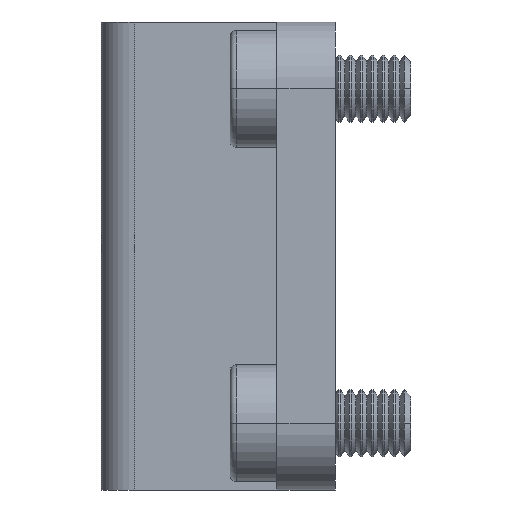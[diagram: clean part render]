
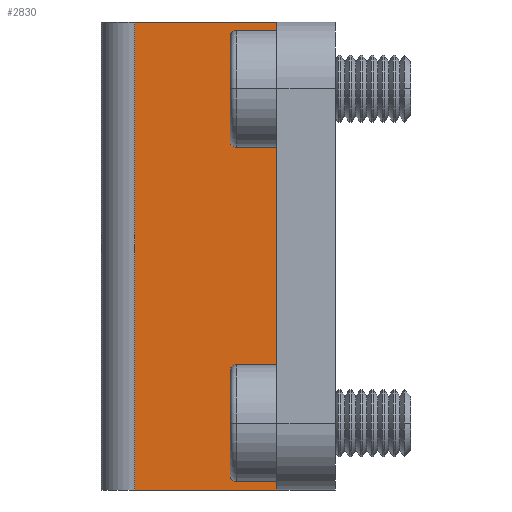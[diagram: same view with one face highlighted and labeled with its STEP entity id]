
A CAD part, left-side view. The second image highlights one B-rep face of the part: STEP entity #2830.
In plain terms, the highlighted planar face has unit normal (-1, 0, 0).
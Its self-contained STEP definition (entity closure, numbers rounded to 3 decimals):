
#2 = FACE_OUTER_BOUND ( 'NONE', #715, .T. ) ;
#190 = CARTESIAN_POINT ( 'NONE',  ( -6., 12., -14. ) ) ;
#244 = ORIENTED_EDGE ( 'NONE', *, *, #2811, .F. ) ;
#253 = LINE ( 'NONE', #2987, #2857 ) ;
#293 = LINE ( 'NONE', #1370, #1444 ) ;
#485 = EDGE_CURVE ( 'NONE', #3044, #2214, #1896, .T. ) ;
#501 = CARTESIAN_POINT ( 'NONE',  ( -6., 3.5, -14. ) ) ;
#618 = ORIENTED_EDGE ( 'NONE', *, *, #1196, .T. ) ;
#715 = EDGE_LOOP ( 'NONE', ( #244, #618, #3306, #2154 ) ) ;
#888 = AXIS2_PLACEMENT_3D ( 'NONE', #1640, #2341, #1009 ) ;
#963 = EDGE_CURVE ( 'NONE', #2386, #3044, #293, .T. ) ;
#974 = CARTESIAN_POINT ( 'NONE',  ( -6., 3.5, 14. ) ) ;
#1009 = DIRECTION ( 'NONE',  ( 0., -1., 0. ) ) ;
#1196 = EDGE_CURVE ( 'NONE', #1543, #2386, #253, .T. ) ;
#1351 = DIRECTION ( 'NONE',  ( 0., -1., 0. ) ) ;
#1370 = CARTESIAN_POINT ( 'NONE',  ( -6., 14., -14. ) ) ;
#1444 = VECTOR ( 'NONE', #2466, 1000. ) ;
#1543 = VERTEX_POINT ( 'NONE', #2687 ) ;
#1631 = DIRECTION ( 'NONE',  ( 0., 0., -1. ) ) ;
#1640 = CARTESIAN_POINT ( 'NONE',  ( -6., 14., -14. ) ) ;
#1814 = PLANE ( 'NONE',  #888 ) ;
#1896 = LINE ( 'NONE', #501, #2632 ) ;
#2154 = ORIENTED_EDGE ( 'NONE', *, *, #485, .T. ) ;
#2203 = LINE ( 'NONE', #3303, #2424 ) ;
#2214 = VERTEX_POINT ( 'NONE', #974 ) ;
#2234 = CARTESIAN_POINT ( 'NONE',  ( -6., 3.5, -14. ) ) ;
#2341 = DIRECTION ( 'NONE',  ( -1., 0., 0. ) ) ;
#2386 = VERTEX_POINT ( 'NONE', #190 ) ;
#2424 = VECTOR ( 'NONE', #1351, 1000. ) ;
#2466 = DIRECTION ( 'NONE',  ( 0., -1., 0. ) ) ;
#2632 = VECTOR ( 'NONE', #3243, 1000. ) ;
#2687 = CARTESIAN_POINT ( 'NONE',  ( -6., 12., 14. ) ) ;
#2811 = EDGE_CURVE ( 'NONE', #1543, #2214, #2203, .T. ) ;
#2830 = ADVANCED_FACE ( 'NONE', ( #2 ), #1814, .T. ) ;
#2857 = VECTOR ( 'NONE', #1631, 1000. ) ;
#2987 = CARTESIAN_POINT ( 'NONE',  ( -6., 12., -14. ) ) ;
#3044 = VERTEX_POINT ( 'NONE', #2234 ) ;
#3243 = DIRECTION ( 'NONE',  ( 0., 0., 1. ) ) ;
#3303 = CARTESIAN_POINT ( 'NONE',  ( -6., 14., 14. ) ) ;
#3306 = ORIENTED_EDGE ( 'NONE', *, *, #963, .T. ) ;
